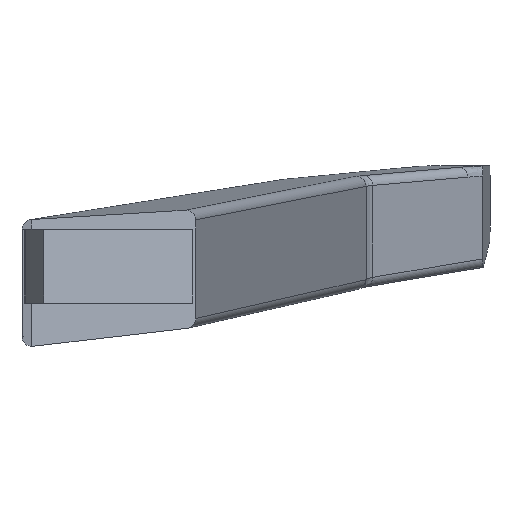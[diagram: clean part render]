
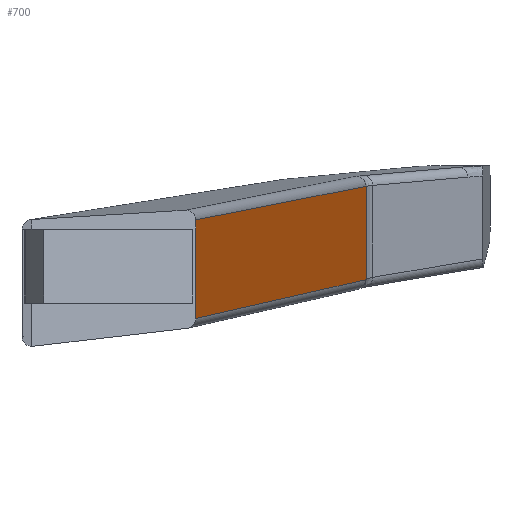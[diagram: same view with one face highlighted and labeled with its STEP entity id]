
A CAD part, left-side view. The second image highlights one B-rep face of the part: STEP entity #700.
In plain terms, the highlighted planar face has unit normal (-0.131, -0.991, 0).
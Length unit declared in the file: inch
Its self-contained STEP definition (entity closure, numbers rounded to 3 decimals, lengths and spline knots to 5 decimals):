
#76=FACE_OUTER_BOUND('',#117,.T.);
#117=EDGE_LOOP('',(#559,#560,#561,#562,#563));
#141=B_SPLINE_CURVE_WITH_KNOTS('',3,(#1164,#1165,#1166,#1167,#1168,#1169),
 .UNSPECIFIED.,.F.,.F.,(4,2,4),(-0.00181,0.,0.00597),
 .UNSPECIFIED.);
#184=LINE('',#1133,#244);
#193=LINE('',#1290,#253);
#194=LINE('',#1292,#254);
#195=LINE('',#1293,#255);
#244=VECTOR('',#886,0.3937);
#253=VECTOR('',#929,0.3937);
#254=VECTOR('',#930,0.3937);
#255=VECTOR('',#931,0.3937);
#310=VERTEX_POINT('',#1126);
#311=VERTEX_POINT('',#1131);
#313=VERTEX_POINT('',#1163);
#326=VERTEX_POINT('',#1289);
#327=VERTEX_POINT('',#1291);
#387=EDGE_CURVE('',#311,#310,#184,.T.);
#389=EDGE_CURVE('',#310,#313,#141,.T.);
#411=EDGE_CURVE('',#326,#311,#193,.T.);
#412=EDGE_CURVE('',#326,#327,#194,.T.);
#413=EDGE_CURVE('',#313,#327,#195,.T.);
#559=ORIENTED_EDGE('',*,*,#389,.F.);
#560=ORIENTED_EDGE('',*,*,#387,.F.);
#561=ORIENTED_EDGE('',*,*,#411,.F.);
#562=ORIENTED_EDGE('',*,*,#412,.T.);
#563=ORIENTED_EDGE('',*,*,#413,.F.);
#667=PLANE('',#782);
#700=ADVANCED_FACE('',(#76),#667,.T.);
#782=AXIS2_PLACEMENT_3D('',#1288,#927,#928);
#886=DIRECTION('',(0.,0.,-1.));
#927=DIRECTION('center_axis',(-0.131,-0.991,0.));
#928=DIRECTION('ref_axis',(0.991,-0.131,0.));
#929=DIRECTION('',(0.991,-0.13,0.026));
#930=DIRECTION('',(0.,0.,-1.));
#931=DIRECTION('',(-0.991,0.13,-0.03));
#1126=CARTESIAN_POINT('',(-15.24322,13.18369,0.74044));
#1131=CARTESIAN_POINT('',(-15.24322,13.18369,1.68977));
#1133=CARTESIAN_POINT('',(-15.24322,13.18369,0.));
#1163=CARTESIAN_POINT('',(-15.24588,13.18404,0.73896));
#1164=CARTESIAN_POINT('Ctrl Pts',(-15.24322,13.18369,0.74044));
#1165=CARTESIAN_POINT('Ctrl Pts',(-15.24343,13.18372,0.74033));
#1166=CARTESIAN_POINT('Ctrl Pts',(-15.24364,13.18374,0.74021));
#1167=CARTESIAN_POINT('Ctrl Pts',(-15.24452,13.18386,0.73972));
#1168=CARTESIAN_POINT('Ctrl Pts',(-15.2452,13.18395,0.73934));
#1169=CARTESIAN_POINT('Ctrl Pts',(-15.24588,13.18404,0.73896));
#1288=CARTESIAN_POINT('Origin',(-28.84684,14.97464,0.));
#1289=CARTESIAN_POINT('',(-28.41943,14.91837,1.34662));
#1290=CARTESIAN_POINT('',(-13.74448,12.98637,1.7288));
#1291=CARTESIAN_POINT('',(-28.41943,14.91837,0.34238));
#1292=CARTESIAN_POINT('',(-28.41943,14.91837,0.875));
#1293=CARTESIAN_POINT('',(-13.72344,12.98361,0.78479));
